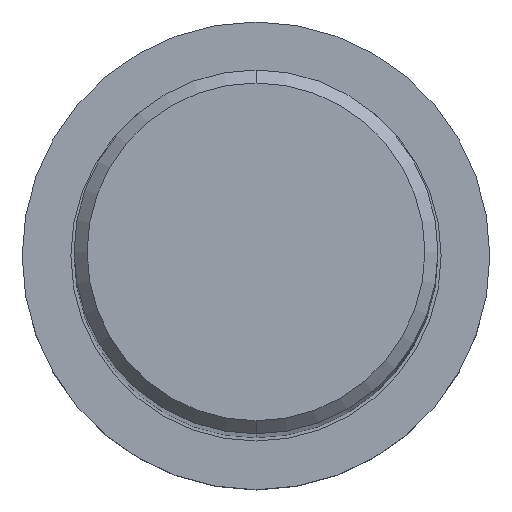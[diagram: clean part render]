
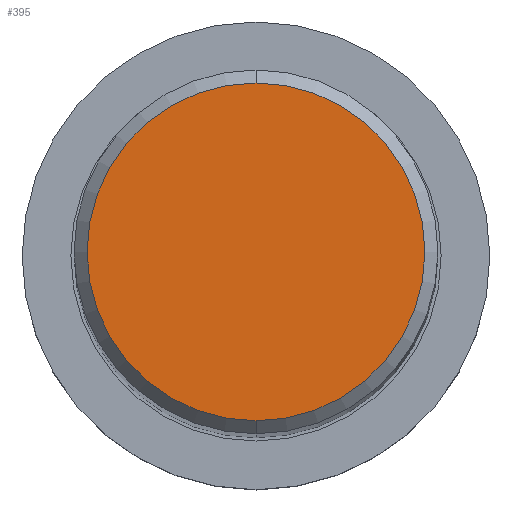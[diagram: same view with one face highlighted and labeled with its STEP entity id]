
A CAD part, top view. The second image highlights one B-rep face of the part: STEP entity #395.
In plain terms, the highlighted planar face has unit normal (0, 0, 1).
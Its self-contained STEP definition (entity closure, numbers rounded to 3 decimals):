
#285=VERTEX_POINT('',#636);
#351=VERTEX_POINT('',#707);
#395=ADVANCED_FACE('',(#761),#762,.T.);
#427=EDGE_CURVE('',#351,#285,#795,.T.);
#509=EDGE_CURVE('',#285,#351,#882,.T.);
#636=CARTESIAN_POINT('',(0.,-13.0,0.0));
#707=CARTESIAN_POINT('',(0.0,13.0,0.0));
#761=FACE_OUTER_BOUND('',#1413,.T.);
#762=PLANE('',#1414);
#795=CIRCLE('',#1511,13.0);
#882=CIRCLE('',#1736,13.0);
#1413=EDGE_LOOP('',(#2034,#2035));
#1414=AXIS2_PLACEMENT_3D('',#2036,#2037,#2038);
#1511=AXIS2_PLACEMENT_3D('',#2058,#2059,#2060);
#1736=AXIS2_PLACEMENT_3D('',#2137,#2138,#2139);
#2034=ORIENTED_EDGE('',*,*,#427,.F.);
#2035=ORIENTED_EDGE('',*,*,#509,.F.);
#2036=CARTESIAN_POINT('',(0.0,6.5,0.0));
#2037=DIRECTION('',(-0.0,0.0,1.0));
#2038=DIRECTION('',(0.0,-1.0,0.0));
#2058=CARTESIAN_POINT('',(0.0,0.0,0.0));
#2059=DIRECTION('',(0.0,0.0,-1.0));
#2060=DIRECTION('',(0.0,1.0,0.0));
#2137=CARTESIAN_POINT('',(0.0,0.0,0.0));
#2138=DIRECTION('',(0.0,0.0,-1.0));
#2139=DIRECTION('',(0.0,1.0,0.0));
